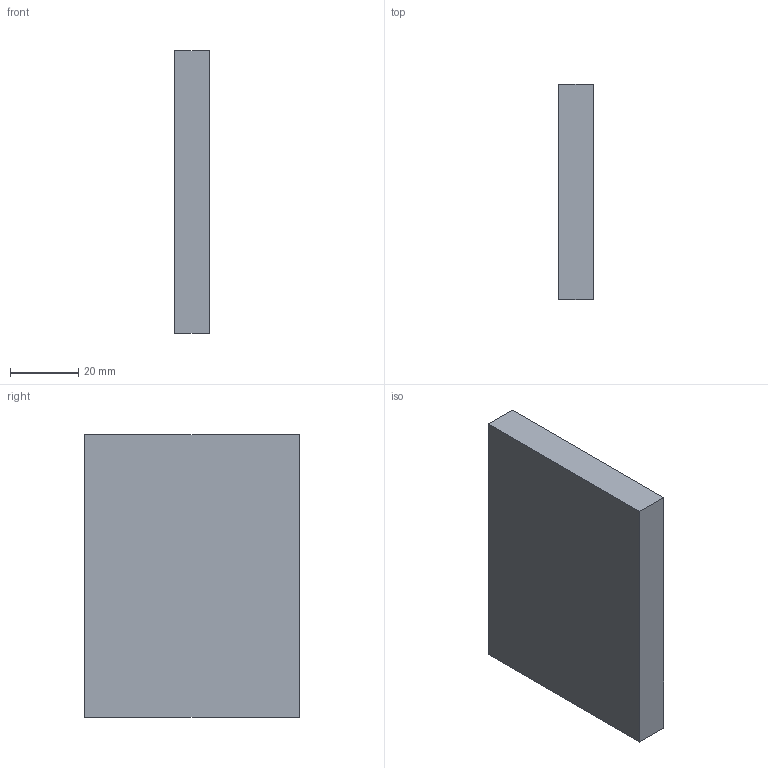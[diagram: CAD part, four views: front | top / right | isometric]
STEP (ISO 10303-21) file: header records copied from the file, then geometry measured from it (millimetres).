
FILE_DESCRIPTION(/* description */ (''),/* implementation_level */ '2;1');
FILE_NAME(/* name */ 'Paddle.stp',/* time_stamp */ '2020-08-22T12:52:59-04:00',/* author */ ('ignac'),/* organization */ (''),/* preprocessor_version */ 'ST-DEVELOPER v18',/* originating_system */ 'Autodesk Inventor 2020',/* authorisation */ '');
FILE_SCHEMA (('AUTOMOTIVE_DESIGN { 1 0 10303 214 3 1 1 }'));
Length unit declared in the file: millimetre
Products named in the file (1): Paddle
Bounding box: 10 x 63 x 82.8 mm (x, y, z)
Volume: 52062.3 mm3; surface area: 13472.4 mm2
Topology: 1 solids, 1 shells, 8 faces, 19 edges, 13 vertices
Faces by surface type: plane 6, cone 1, cylinder 1
Full cylindrical faces by diameter (mm): 3.242 x1
Entity records: 271 total; most frequent: DIRECTION 40, CARTESIAN_POINT 40, ORIENTED_EDGE 36, EDGE_CURVE 18, LINE 14, VECTOR 14, VERTEX_POINT 13, AXIS2_PLACEMENT_3D 13
